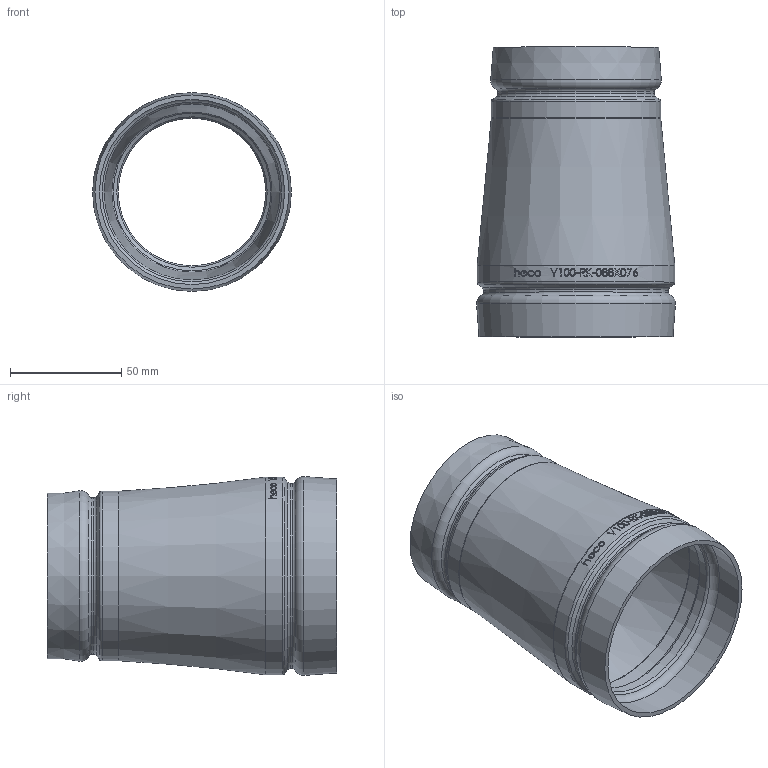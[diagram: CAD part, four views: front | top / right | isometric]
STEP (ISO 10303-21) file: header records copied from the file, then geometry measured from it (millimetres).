
FILE_DESCRIPTION (( 'STEP AP214' ), '1' );
FILE_NAME ('V100-RK-088X076-x Typ E495 DN80x65 300x212 Ø88,9x76,1 1812.STEP', '2018-12-18T09:07:11', ( '' ), ( '' ), 'SwSTEP 2.0', 'SolidWorks 2016', '' );
FILE_SCHEMA (( 'AUTOMOTIVE_DESIGN' ));
Length unit declared in the file: inch
Products named in the file (1): V100-RK-088X076-x Typ E495 DN80x65 300x212 Ø88,9x76,1 1812
Bounding box: 89.41 x 130.3 x 89.4 mm (x, y, z)
Volume: 69457.2 mm3; surface area: 69010.2 mm2
Topology: 1 solids, 1 shells, 266 faces, 680 edges, 447 vertices
Faces by surface type: bspline 119, plane 79, cylinder 39, torus 19, cone 10
Full cylindrical faces by diameter (mm): 66.36 x1, 70.358 x1, 72.202 x1, 76.2 x1, 79.187 x1, 83.185 x1, 84.902 x1, 88.9 x1
Entity records: 16712 total; most frequent: CARTESIAN_POINT 8525, ORIENTED_EDGE 1254, DIRECTION 726, EDGE_CURVE 627, VERTEX_POINT 431, EDGE_LOOP 336, B_SPLINE_CURVE_WITH_KNOTS 296, FACE_OUTER_BOUND 293
